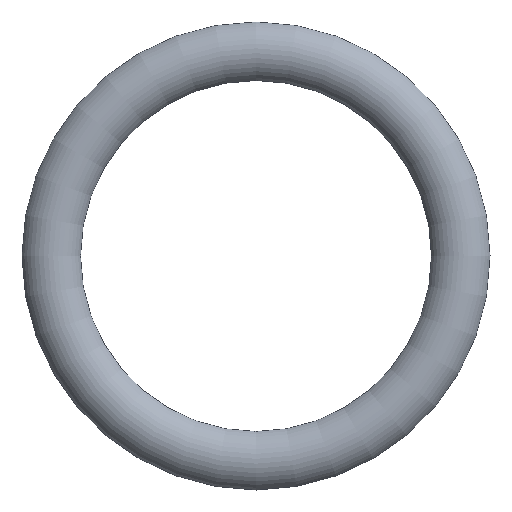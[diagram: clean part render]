
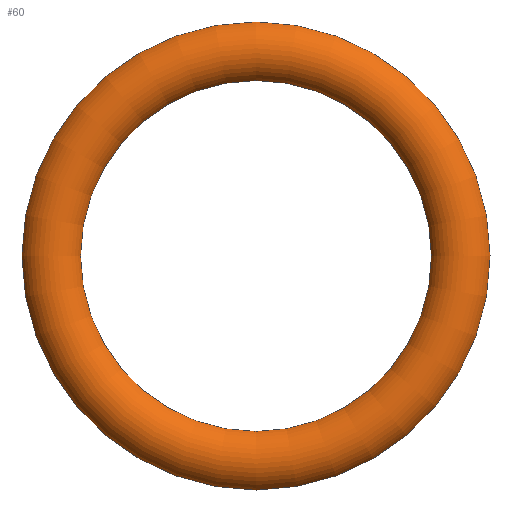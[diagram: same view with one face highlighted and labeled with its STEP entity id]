
A CAD part, left-side view. The second image highlights one B-rep face of the part: STEP entity #60.
In plain terms, the highlighted toroidal (fillet/blend) face has major radius 17.5 mm and minor radius 2.8 mm.
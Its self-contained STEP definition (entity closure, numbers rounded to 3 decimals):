
#15=TOROIDAL_SURFACE('',#68,17.5,2.8);
#17=FACE_BOUND('',#27,.T.);
#21=FACE_OUTER_BOUND('',#26,.T.);
#26=EDGE_LOOP('',(#46));
#27=EDGE_LOOP('',(#47));
#32=CIRCLE('',#66,15.);
#34=CIRCLE('',#69,20.);
#36=VERTEX_POINT('',#93);
#38=VERTEX_POINT('',#98);
#40=EDGE_CURVE('',#36,#36,#32,.T.);
#42=EDGE_CURVE('',#38,#38,#34,.T.);
#46=ORIENTED_EDGE('',*,*,#42,.F.);
#47=ORIENTED_EDGE('',*,*,#40,.T.);
#60=ADVANCED_FACE('',(#21,#17),#15,.T.);
#66=AXIS2_PLACEMENT_3D('',#94,#77,#78);
#68=AXIS2_PLACEMENT_3D('',#97,#81,#82);
#69=AXIS2_PLACEMENT_3D('',#99,#83,#84);
#77=DIRECTION('center_axis',(1.,0.,0.));
#78=DIRECTION('ref_axis',(0.,0.,-1.));
#81=DIRECTION('center_axis',(1.,0.,0.));
#82=DIRECTION('ref_axis',(0.,0.,-1.));
#83=DIRECTION('center_axis',(1.,0.,0.));
#84=DIRECTION('ref_axis',(0.,0.,-1.));
#93=CARTESIAN_POINT('',(-3.461,15.,0.));
#94=CARTESIAN_POINT('Origin',(-3.461,0.,0.));
#97=CARTESIAN_POINT('Origin',(-2.2,0.,0.));
#98=CARTESIAN_POINT('',(-3.461,20.,0.));
#99=CARTESIAN_POINT('Origin',(-3.461,0.,0.));
